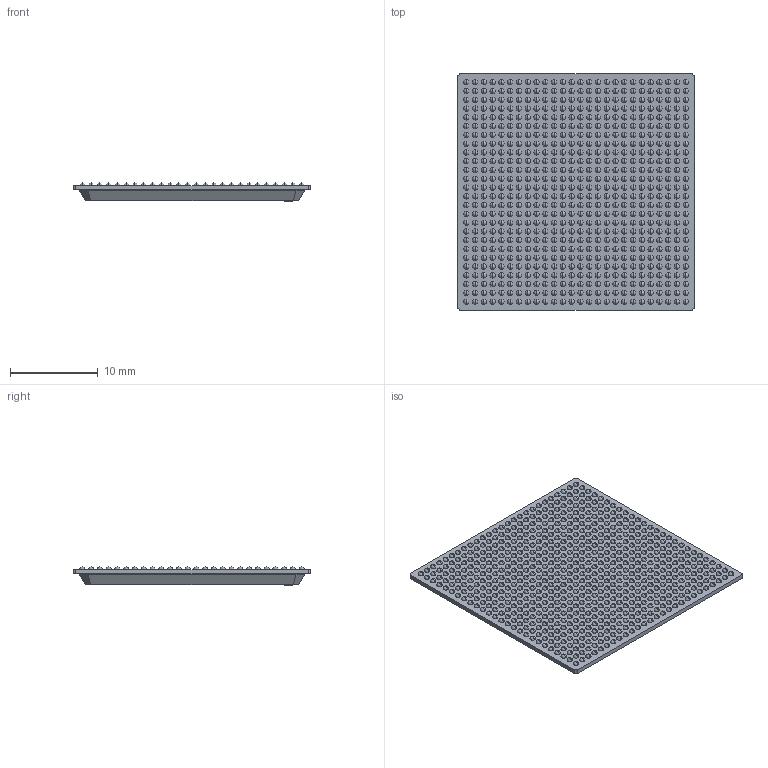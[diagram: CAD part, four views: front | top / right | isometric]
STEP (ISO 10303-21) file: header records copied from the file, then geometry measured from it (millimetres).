
FILE_DESCRIPTION((''),'2;1');
FILE_NAME('FPGA','2010-08-08T',('TSSWIE001'),(''),'PRO/ENGINEER BY PARAMETRIC TECHNOLOGY CORPORATION, 2008310','PRO/ENGINEER BY PARAMETRIC TECHNOLOGY CORPORATION, 2008310','');
FILE_SCHEMA(('AUTOMOTIVE_DESIGN_CC2 { 1 2 10303 214 -1 1 5 2 }'));
Length unit declared in the file: millimetre
Products named in the file (1): FPGA
Bounding box: 27 x 27 x 2.06 mm (x, y, z)
Volume: 1184.6 mm3; surface area: 1775.6 mm2
Topology: 1 solids, 1 shells, 1382 faces, 4126 edges, 2072 vertices
Faces by surface type: sphere 1352, plane 24, cylinder 6
Entity records: 47305 total; most frequent: DIRECTION 8254, CARTESIAN_POINT 6228, ORIENTED_EDGE 5548, AXIS2_PLACEMENT_3D 4098, PRESENTATION_STYLE_ASSIGNMENT 2794, STYLED_ITEM 2775, CURVE_STYLE 2774, EDGE_CURVE 2774
